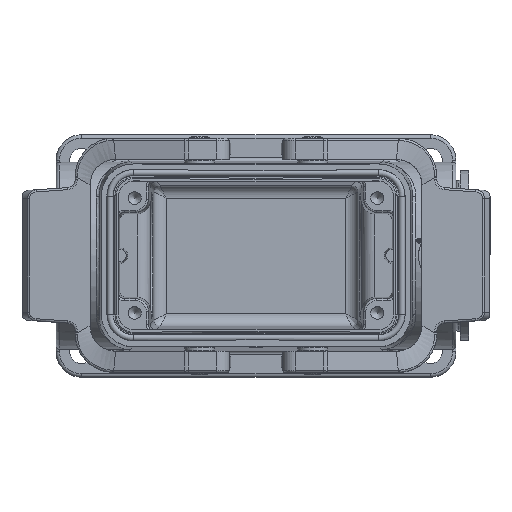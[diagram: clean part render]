
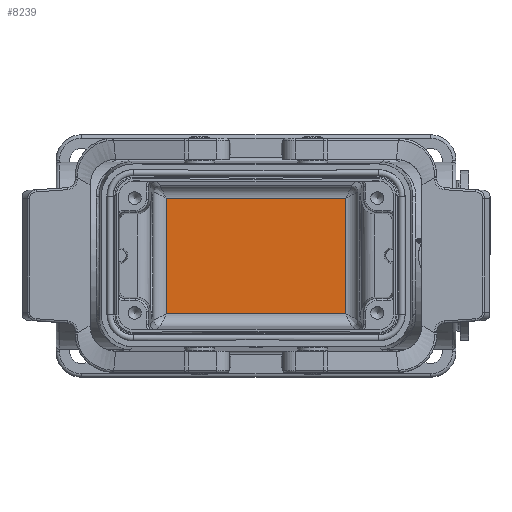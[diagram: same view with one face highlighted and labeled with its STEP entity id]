
A CAD part, top view. The second image highlights one B-rep face of the part: STEP entity #8239.
In plain terms, the highlighted planar face has unit normal (0, 0, 1).
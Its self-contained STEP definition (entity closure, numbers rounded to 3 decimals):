
#8027=CARTESIAN_POINT('',(21.061,13.567,-65.25));
#8028=VERTEX_POINT('',#8027);
#8102=CARTESIAN_POINT('',(-21.061,13.567,-65.25));
#8103=VERTEX_POINT('',#8102);
#8192=CARTESIAN_POINT('',(-21.061,-13.567,-65.25));
#8193=VERTEX_POINT('',#8192);
#8201=CARTESIAN_POINT('',(-21.061,13.567,-65.25));
#8202=DIRECTION('',(0.0,-1.0,0.0));
#8203=VECTOR('',#8202,27.135);
#8204=LINE('',#8201,#8203);
#8205=EDGE_CURVE('',#8103,#8193,#8204,.T.);
#8211=CARTESIAN_POINT('',(24.,-17.75,-65.25));
#8212=DIRECTION('',(0.0,0.0,-1.0));
#8213=DIRECTION('',(-1.0,0.0,0.0));
#8214=AXIS2_PLACEMENT_3D('',#8211,#8212,#8213);
#8215=PLANE('',#8214);
#8216=CARTESIAN_POINT('',(21.061,-13.567,-65.25));
#8217=VERTEX_POINT('',#8216);
#8218=CARTESIAN_POINT('',(-21.061,-13.567,-65.25));
#8219=DIRECTION('',(1.0,0.0,0.0));
#8220=VECTOR('',#8219,42.122);
#8221=LINE('',#8218,#8220);
#8222=EDGE_CURVE('',#8193,#8217,#8221,.T.);
#8223=ORIENTED_EDGE('',*,*,#8222,.T.);
#8224=CARTESIAN_POINT('',(21.061,-13.567,-65.25));
#8225=DIRECTION('',(0.0,1.0,0.0));
#8226=VECTOR('',#8225,27.135);
#8227=LINE('',#8224,#8226);
#8228=EDGE_CURVE('',#8217,#8028,#8227,.T.);
#8229=ORIENTED_EDGE('',*,*,#8228,.T.);
#8230=CARTESIAN_POINT('',(21.061,13.567,-65.25));
#8231=DIRECTION('',(-1.0,0.0,0.0));
#8232=VECTOR('',#8231,42.122);
#8233=LINE('',#8230,#8232);
#8234=EDGE_CURVE('',#8028,#8103,#8233,.T.);
#8235=ORIENTED_EDGE('',*,*,#8234,.T.);
#8236=ORIENTED_EDGE('',*,*,#8205,.T.);
#8237=EDGE_LOOP('',(#8223,#8229,#8235,#8236));
#8238=FACE_OUTER_BOUND('',#8237,.T.);
#8239=ADVANCED_FACE('',(#8238),#8215,.F.);
